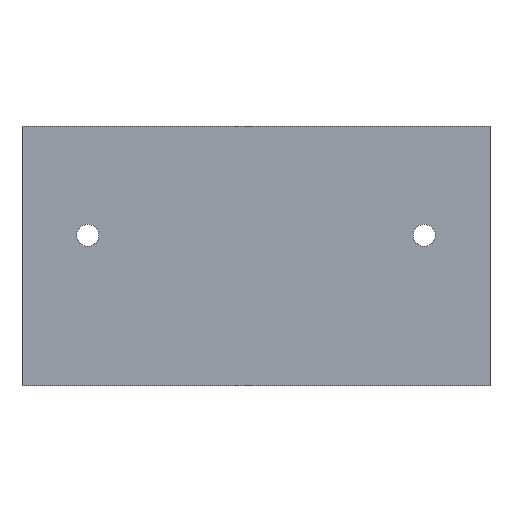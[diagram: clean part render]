
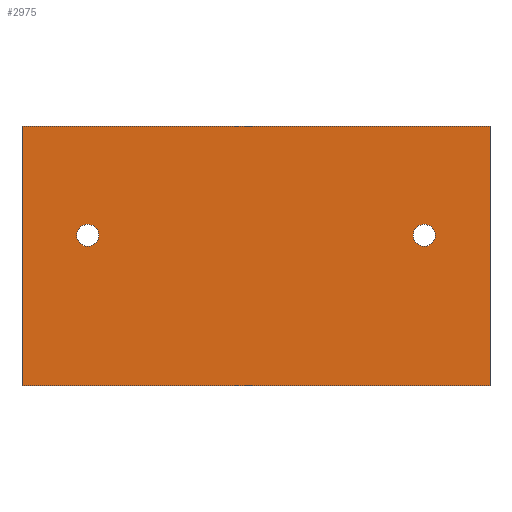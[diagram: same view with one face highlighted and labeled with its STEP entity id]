
A CAD part, front view. The second image highlights one B-rep face of the part: STEP entity #2975.
In plain terms, the highlighted planar face has unit normal (0, -1, 0).
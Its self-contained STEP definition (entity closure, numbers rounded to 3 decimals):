
#43 = ORIENTED_EDGE ( 'NONE', *, *, #7206, .F. ) ;
#54 = CARTESIAN_POINT ( 'NONE',  ( 3.9, 0., -7.4 ) ) ;
#101 = DIRECTION ( 'NONE',  ( 0., 0., 1. ) ) ;
#176 = CARTESIAN_POINT ( 'NONE',  ( 3.9, 0., -6.65 ) ) ;
#355 = LINE ( 'NONE', #5301, #6941 ) ;
#443 = LINE ( 'NONE', #4362, #6842 ) ;
#508 = EDGE_CURVE ( 'NONE', #5139, #3216, #8078, .T. ) ;
#603 = DIRECTION ( 'NONE',  ( 0., 0., 1. ) ) ;
#703 = DIRECTION ( 'NONE',  ( 0., 0., 1. ) ) ;
#804 = AXIS2_PLACEMENT_3D ( 'NONE', #4477, #8139, #8108 ) ;
#915 = ORIENTED_EDGE ( 'NONE', *, *, #508, .F. ) ;
#1130 = EDGE_CURVE ( 'NONE', #2062, #2342, #6813, .T. ) ;
#1260 = VECTOR ( 'NONE', #2671, 1000. ) ;
#1273 = CARTESIAN_POINT ( 'NONE',  ( 26.76, 0., -7.4 ) ) ;
#1283 = CARTESIAN_POINT ( 'NONE',  ( 3.9, 0., -8.15 ) ) ;
#1426 = FACE_OUTER_BOUND ( 'NONE', #8207, .T. ) ;
#1575 = EDGE_CURVE ( 'NONE', #3216, #5139, #3226, .T. ) ;
#1629 = CARTESIAN_POINT ( 'NONE',  ( 26.76, 0., -6.65 ) ) ;
#2062 = VERTEX_POINT ( 'NONE', #4388 ) ;
#2245 = VERTEX_POINT ( 'NONE', #176 ) ;
#2342 = VERTEX_POINT ( 'NONE', #3462 ) ;
#2347 = CIRCLE ( 'NONE', #2978, 0.75 ) ;
#2671 = DIRECTION ( 'NONE',  ( -1., 0., 0. ) ) ;
#2779 = AXIS2_PLACEMENT_3D ( 'NONE', #1273, #5088, #603 ) ;
#2960 = LINE ( 'NONE', #7715, #1260 ) ;
#2975 = ADVANCED_FACE ( 'NONE', ( #3126, #6703, #1426 ), #4874, .F. ) ;
#2978 = AXIS2_PLACEMENT_3D ( 'NONE', #54, #4551, #703 ) ;
#3009 = CARTESIAN_POINT ( 'NONE',  ( 31.23, 0., -17.6 ) ) ;
#3126 = FACE_BOUND ( 'NONE', #6723, .T. ) ;
#3136 = ORIENTED_EDGE ( 'NONE', *, *, #1575, .F. ) ;
#3216 = VERTEX_POINT ( 'NONE', #1629 ) ;
#3226 = CIRCLE ( 'NONE', #3319, 0.75 ) ;
#3319 = AXIS2_PLACEMENT_3D ( 'NONE', #7217, #7242, #7256 ) ;
#3462 = CARTESIAN_POINT ( 'NONE',  ( -0.57, 0., 0. ) ) ;
#3493 = VERTEX_POINT ( 'NONE', #4695 ) ;
#3640 = ORIENTED_EDGE ( 'NONE', *, *, #7149, .F. ) ;
#3658 = EDGE_LOOP ( 'NONE', ( #43, #3640 ) ) ;
#3957 = DIRECTION ( 'NONE',  ( 0., -1., 0. ) ) ;
#4037 = DIRECTION ( 'NONE',  ( 0., 0., 1. ) ) ;
#4264 = AXIS2_PLACEMENT_3D ( 'NONE', #7723, #3957, #101 ) ;
#4362 = CARTESIAN_POINT ( 'NONE',  ( 31.23, 0., 0. ) ) ;
#4388 = CARTESIAN_POINT ( 'NONE',  ( 31.23, 0., 0. ) ) ;
#4477 = CARTESIAN_POINT ( 'NONE',  ( 30.66, 0., 0. ) ) ;
#4551 = DIRECTION ( 'NONE',  ( 0., -1., 0. ) ) ;
#4695 = CARTESIAN_POINT ( 'NONE',  ( -0.57, 0., -17.6 ) ) ;
#4783 = DIRECTION ( 'NONE',  ( -1., 0., 0. ) ) ;
#4874 = PLANE ( 'NONE',  #804 ) ;
#4885 = CARTESIAN_POINT ( 'NONE',  ( 30.66, 0., 0. ) ) ;
#5088 = DIRECTION ( 'NONE',  ( 0., -1., 0. ) ) ;
#5139 = VERTEX_POINT ( 'NONE', #8223 ) ;
#5301 = CARTESIAN_POINT ( 'NONE',  ( -0.57, 0., -17.6 ) ) ;
#5401 = EDGE_CURVE ( 'NONE', #3493, #2342, #355, .T. ) ;
#5720 = ORIENTED_EDGE ( 'NONE', *, *, #6342, .F. ) ;
#5948 = EDGE_CURVE ( 'NONE', #6288, #3493, #2960, .T. ) ;
#6288 = VERTEX_POINT ( 'NONE', #3009 ) ;
#6342 = EDGE_CURVE ( 'NONE', #2062, #6288, #443, .T. ) ;
#6439 = VERTEX_POINT ( 'NONE', #1283 ) ;
#6703 = FACE_BOUND ( 'NONE', #3658, .T. ) ;
#6723 = EDGE_LOOP ( 'NONE', ( #3136, #915 ) ) ;
#6813 = LINE ( 'NONE', #4885, #7008 ) ;
#6824 = CIRCLE ( 'NONE', #4264, 0.75 ) ;
#6842 = VECTOR ( 'NONE', #8109, 1000. ) ;
#6941 = VECTOR ( 'NONE', #4037, 1000. ) ;
#7008 = VECTOR ( 'NONE', #4783, 1000. ) ;
#7149 = EDGE_CURVE ( 'NONE', #6439, #2245, #2347, .T. ) ;
#7163 = ORIENTED_EDGE ( 'NONE', *, *, #5401, .F. ) ;
#7206 = EDGE_CURVE ( 'NONE', #2245, #6439, #6824, .T. ) ;
#7217 = CARTESIAN_POINT ( 'NONE',  ( 26.76, 0., -7.4 ) ) ;
#7242 = DIRECTION ( 'NONE',  ( 0., -1., 0. ) ) ;
#7256 = DIRECTION ( 'NONE',  ( 0., 0., 1. ) ) ;
#7553 = ORIENTED_EDGE ( 'NONE', *, *, #1130, .T. ) ;
#7715 = CARTESIAN_POINT ( 'NONE',  ( 30.66, 0., -17.6 ) ) ;
#7723 = CARTESIAN_POINT ( 'NONE',  ( 3.9, 0., -7.4 ) ) ;
#8078 = CIRCLE ( 'NONE', #2779, 0.75 ) ;
#8108 = DIRECTION ( 'NONE',  ( 0., 0., 1. ) ) ;
#8109 = DIRECTION ( 'NONE',  ( 0., 0., -1. ) ) ;
#8139 = DIRECTION ( 'NONE',  ( 0., 1., 0. ) ) ;
#8207 = EDGE_LOOP ( 'NONE', ( #7553, #7163, #8250, #5720 ) ) ;
#8223 = CARTESIAN_POINT ( 'NONE',  ( 26.76, 0., -8.15 ) ) ;
#8250 = ORIENTED_EDGE ( 'NONE', *, *, #5948, .F. ) ;
